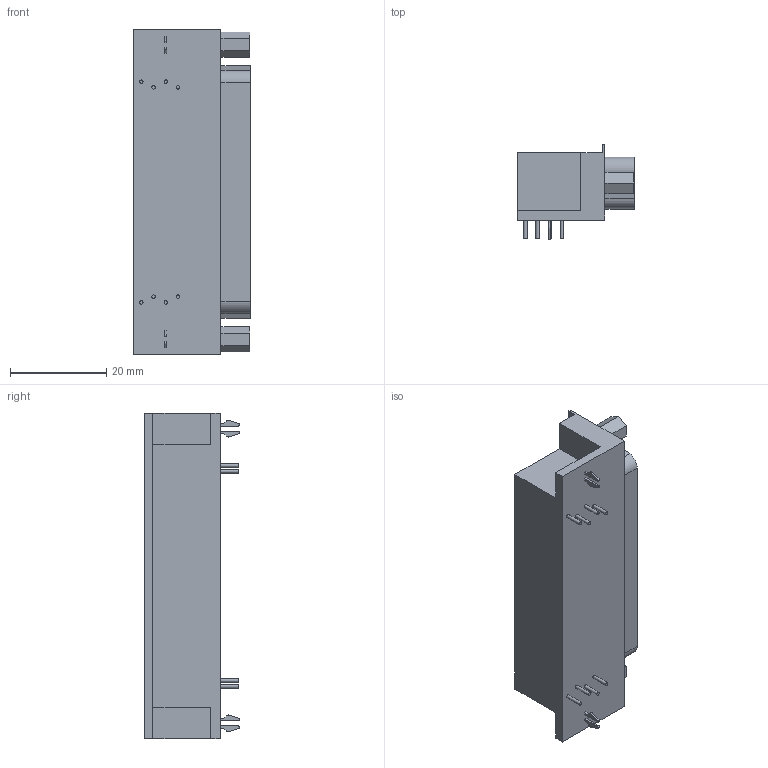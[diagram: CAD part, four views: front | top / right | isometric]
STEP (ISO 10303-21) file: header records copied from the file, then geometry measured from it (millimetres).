
FILE_DESCRIPTION(/* description */ (''),/* implementation_level */ '2;1');
FILE_NAME(/* name */ '100222214ugm000_a.stp',/* time_stamp */ '2014-03-25T10:02:08+01:00',/* author */ (''),/* organization */ (''),/* preprocessor_version */ 'ST-DEVELOPER v15',/* originating_system */ 'SIEMENS PLM Software NX 8.5',/* authorisation */ '');
FILE_SCHEMA (('AUTOMOTIVE_DESIGN { 1 0 10303 214 3 1 1 1 }'));
Length unit declared in the file: millimetre
Products named in the file (1): 100222214ugm000_a
Bounding box: 24.2 x 19.75 x 67.4 mm (x, y, z)
Volume: 18608.4 mm3; surface area: 6202.5 mm2
Topology: 1 solids, 1 shells, 105 faces, 280 edges, 355 vertices
Faces by surface type: plane 75, cylinder 22, cone 8
Full cylindrical faces by diameter (mm): 0.7 x8, 2.6 x2
Entity records: 4247 total; most frequent: CARTESIAN_POINT 637, DIRECTION 540, ORIENTED_EDGE 432, EDGE_CURVE 216, PRESENTATION_STYLE_ASSIGNMENT 215, LINE 208, VECTOR 208, AXIS2_PLACEMENT_3D 166
